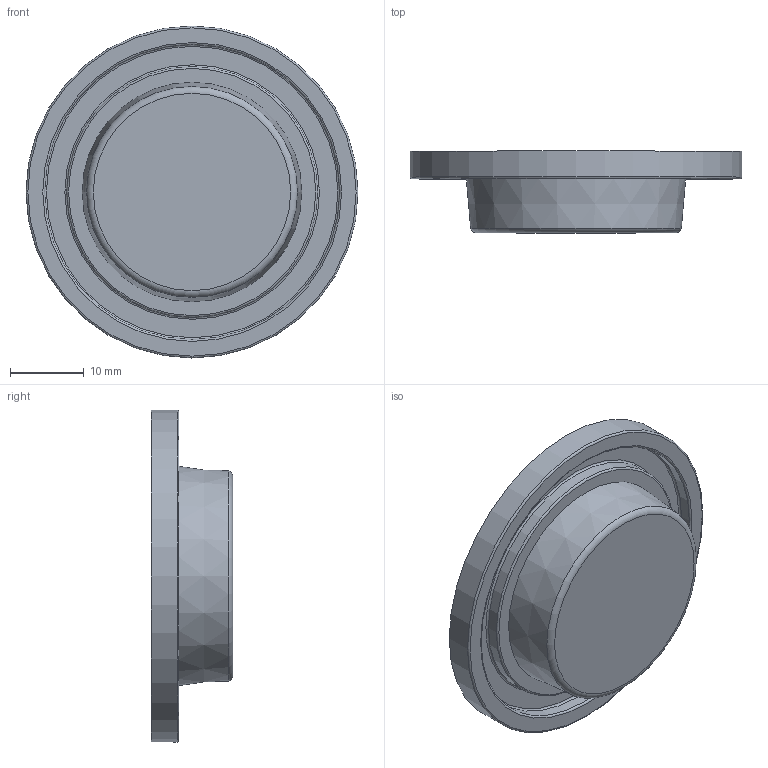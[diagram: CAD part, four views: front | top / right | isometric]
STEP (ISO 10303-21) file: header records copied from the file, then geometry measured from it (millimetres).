
FILE_DESCRIPTION(/* description */ (''),/* implementation_level */ '2;1');
FILE_NAME(/* name */ 'Clearview Actuator Grommet.step',/* time_stamp */ '2022-10-12T09:08:03-04:00',/* author */ (''),/* organization */ (''),/* preprocessor_version */ 'ST-DEVELOPER v19',/* originating_system */ 'Autodesk Translation Framework v11.7.0.108',/* authorisation */ '');
FILE_SCHEMA (('AUTOMOTIVE_DESIGN { 1 0 10303 214 3 1 1 }'));
Length unit declared in the file: millimetre
Products named in the file (1): Clearview Actuator Grommet
Bounding box: 45 x 11.06 x 45 mm (x, y, z)
Volume: 10115.9 mm3; surface area: 4696.1 mm2
Topology: 1 solids, 1 shells, 15 faces, 30 edges, 20 vertices
Faces by surface type: torus 6, plane 5, cylinder 3, cone 1
Full cylindrical faces by diameter (mm): 34 x1, 40 x1, 45 x1
Entity records: 443 total; most frequent: DIRECTION 88, CARTESIAN_POINT 66, ORIENTED_EDGE 60, AXIS2_PLACEMENT_3D 42, EDGE_CURVE 30, CIRCLE 26, VERTEX_POINT 20, EDGE_LOOP 18
